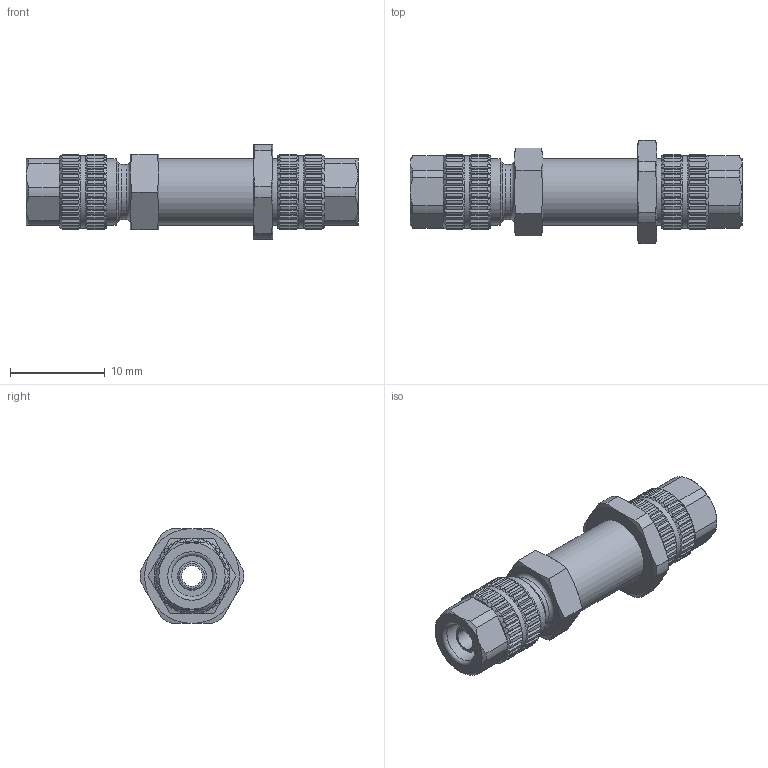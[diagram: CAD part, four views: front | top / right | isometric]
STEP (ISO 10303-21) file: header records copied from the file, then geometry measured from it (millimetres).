
FILE_DESCRIPTION(/* description */ (''),/* implementation_level */ '2;1');
FILE_NAME(/* name */ 'sck_3_msv.stp',/* time_stamp */ '2017-03-15T09:58:34+01:00',/* author */ ('leitheußer'),/* organization */ (''),/* preprocessor_version */ 'ST-DEVELOPER v15.6',/* originating_system */ 'Autodesk Inventor LT ',/* authorisation */ '');
FILE_SCHEMA (('AUTOMOTIVE_DESIGN { 1 0 10303 214 3 1 1 }'));
Length unit declared in the file: millimetre
Products named in the file (1): sck_3_msv
Bounding box: 35 x 10.89 x 10 mm (x, y, z)
Volume: 1230.3 mm3; surface area: 1762.9 mm2
Topology: 1 solids, 1 shells, 796 faces, 1840 edges, 1056 vertices
Faces by surface type: plane 348, cone 263, cylinder 175, torus 10
Full cylindrical faces by diameter (mm): 2.2 x1, 3 x2, 4.3 x2, 5.8 x1, 6.25 x2, 7 x3, 7.59 x2
Entity records: 22162 total; most frequent: CARTESIAN_POINT 5663, ORIENTED_EDGE 3592, DIRECTION 3380, EDGE_CURVE 1796, AXIS2_PLACEMENT_3D 1435, VERTEX_POINT 1046, EDGE_LOOP 842, FACE_OUTER_BOUND 796
